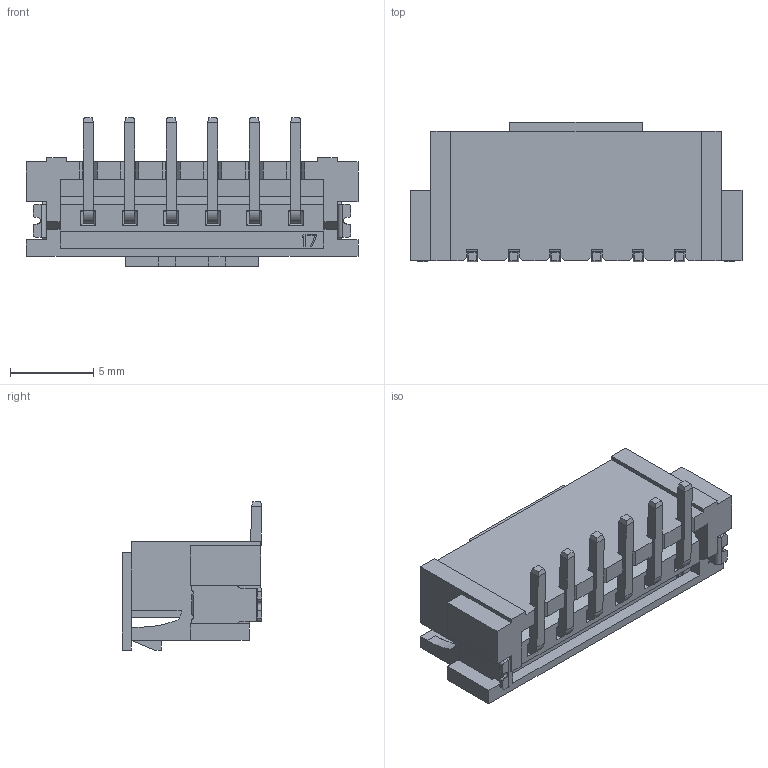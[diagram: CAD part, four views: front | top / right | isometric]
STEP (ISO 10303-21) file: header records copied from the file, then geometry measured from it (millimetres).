
FILE_DESCRIPTION((''),'2;1');
FILE_NAME('250-WTB-M-ST-SMT-CONN-2X6P','2019-11-05T',('Administrator'),(''),'PRO/ENGINEER BY PARAMETRIC TECHNOLOGY CORPORATION, 2009440','PRO/ENGINEER BY PARAMETRIC TECHNOLOGY CORPORATION, 2009440','');
FILE_SCHEMA(('CONFIG_CONTROL_DESIGN'));
Length unit declared in the file: millimetre
Products named in the file (1): 250-WTB-M-ST-SMT-CONN-2X6P
Bounding box: 20 x 8.42 x 8.96 mm (x, y, z)
Volume: 453.5 mm3; surface area: 1285.6 mm2
Topology: 1 solids, 1 shells, 486 faces, 1335 edges, 846 vertices
Faces by surface type: plane 419, cylinder 67
Entity records: 15145 total; most frequent: CARTESIAN_POINT 2681, ORIENTED_EDGE 2670, DIRECTION 2441, EDGE_CURVE 1335, VECTOR 1185, LINE 1185, VERTEX_POINT 846, AXIS2_PLACEMENT_3D 628
